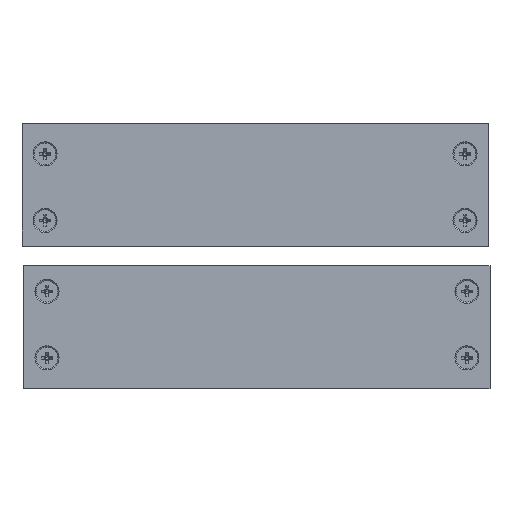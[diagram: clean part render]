
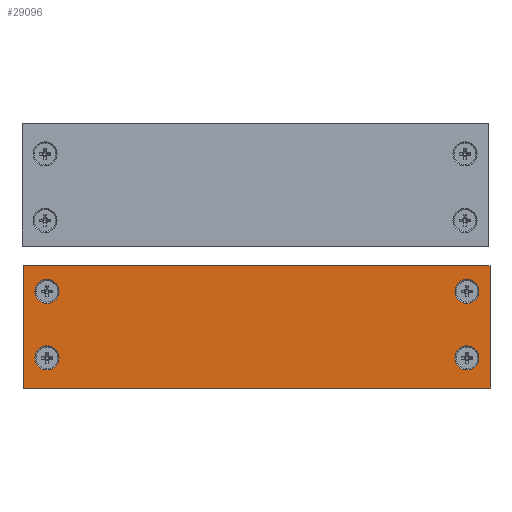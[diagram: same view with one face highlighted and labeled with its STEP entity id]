
A CAD part, top view. The second image highlights one B-rep face of the part: STEP entity #29096.
In plain terms, the highlighted planar face has unit normal (0, 0, 1).
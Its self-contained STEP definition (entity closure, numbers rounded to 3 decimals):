
#65 = LINE ( 'NONE', #4689, #4251 ) ;
#792 = CARTESIAN_POINT ( 'NONE',  ( 86.7, 12., 0. ) ) ;
#1072 = FACE_OUTER_BOUND ( 'NONE', #22110, .T. ) ;
#2073 = ORIENTED_EDGE ( 'NONE', *, *, #49686, .F. ) ;
#2314 = AXIS2_PLACEMENT_3D ( 'NONE', #13447, #4222, #33414 ) ;
#2819 = DIRECTION ( 'NONE',  ( 1., 0., 0. ) ) ;
#3091 = CARTESIAN_POINT ( 'NONE',  ( 91., 0., 0. ) ) ;
#3171 = AXIS2_PLACEMENT_3D ( 'NONE', #40022, #14921, #5918 ) ;
#3225 = EDGE_LOOP ( 'NONE', ( #38984, #2073 ) ) ;
#3713 = DIRECTION ( 'NONE',  ( 1., 0., 0. ) ) ;
#3916 = DIRECTION ( 'NONE',  ( 0., 0., 1. ) ) ;
#3948 = ORIENTED_EDGE ( 'NONE', *, *, #24254, .F. ) ;
#3949 = VERTEX_POINT ( 'NONE', #37121 ) ;
#4222 = DIRECTION ( 'NONE',  ( 0., 0., 1. ) ) ;
#4251 = VECTOR ( 'NONE', #41557, 1000. ) ;
#4689 = CARTESIAN_POINT ( 'NONE',  ( 91., 48., 0. ) ) ;
#5918 = DIRECTION ( 'NONE',  ( 1., 0., 0. ) ) ;
#7314 = DIRECTION ( 'NONE',  ( 1., 0., 0. ) ) ;
#8099 = EDGE_CURVE ( 'NONE', #47348, #46416, #24508, .T. ) ;
#8702 = CIRCLE ( 'NONE', #13044, 4.7 ) ;
#8948 = CIRCLE ( 'NONE', #36839, 4.7 ) ;
#9271 = DIRECTION ( 'NONE',  ( 0., 1., 0. ) ) ;
#9967 = VECTOR ( 'NONE', #34455, 1000. ) ;
#11958 = CIRCLE ( 'NONE', #23300, 4.7 ) ;
#13044 = AXIS2_PLACEMENT_3D ( 'NONE', #36213, #40296, #3713 ) ;
#13447 = CARTESIAN_POINT ( 'NONE',  ( -82., 12., 0. ) ) ;
#14803 = VERTEX_POINT ( 'NONE', #34050 ) ;
#14921 = DIRECTION ( 'NONE',  ( 0., 0., 1. ) ) ;
#17057 = EDGE_CURVE ( 'NONE', #39135, #51387, #47004, .T. ) ;
#17090 = CIRCLE ( 'NONE', #2314, 4.7 ) ;
#17483 = VERTEX_POINT ( 'NONE', #42597 ) ;
#17580 = CARTESIAN_POINT ( 'NONE',  ( 82., 12., 0. ) ) ;
#17793 = CARTESIAN_POINT ( 'NONE',  ( 91., 48., 0. ) ) ;
#17888 = ORIENTED_EDGE ( 'NONE', *, *, #31144, .F. ) ;
#18350 = CARTESIAN_POINT ( 'NONE',  ( 82., 38., 0. ) ) ;
#20552 = DIRECTION ( 'NONE',  ( 1., 0., 0. ) ) ;
#20759 = CIRCLE ( 'NONE', #50355, 4.7 ) ;
#21462 = CARTESIAN_POINT ( 'NONE',  ( 77.3, 12., 0. ) ) ;
#22110 = EDGE_LOOP ( 'NONE', ( #27737, #50665, #17888, #49240 ) ) ;
#23296 = ORIENTED_EDGE ( 'NONE', *, *, #26128, .F. ) ;
#23300 = AXIS2_PLACEMENT_3D ( 'NONE', #18350, #39341, #27062 ) ;
#23482 = CARTESIAN_POINT ( 'NONE',  ( -82., 38., 0. ) ) ;
#24088 = AXIS2_PLACEMENT_3D ( 'NONE', #40723, #28706, #2819 ) ;
#24254 = EDGE_CURVE ( 'NONE', #14803, #35352, #17090, .T. ) ;
#24469 = EDGE_CURVE ( 'NONE', #51673, #26402, #36313, .T. ) ;
#24508 = CIRCLE ( 'NONE', #27136, 4.7 ) ;
#24682 = ORIENTED_EDGE ( 'NONE', *, *, #47532, .F. ) ;
#25104 = FACE_BOUND ( 'NONE', #33164, .T. ) ;
#25221 = DIRECTION ( 'NONE',  ( 0., 0., 1. ) ) ;
#26128 = EDGE_CURVE ( 'NONE', #17483, #39103, #8948, .T. ) ;
#26402 = VERTEX_POINT ( 'NONE', #792 ) ;
#26704 = CARTESIAN_POINT ( 'NONE',  ( -91., 0., 0. ) ) ;
#27062 = DIRECTION ( 'NONE',  ( 1., 0., 0. ) ) ;
#27136 = AXIS2_PLACEMENT_3D ( 'NONE', #53836, #3916, #20552 ) ;
#27465 = VERTEX_POINT ( 'NONE', #29531 ) ;
#27737 = ORIENTED_EDGE ( 'NONE', *, *, #44346, .T. ) ;
#28532 = LINE ( 'NONE', #45166, #44582 ) ;
#28637 = VECTOR ( 'NONE', #42925, 1000. ) ;
#28706 = DIRECTION ( 'NONE',  ( 0., 0., 1. ) ) ;
#29096 = ADVANCED_FACE ( 'NONE', ( #25104, #49939, #30022, #29747, #1072 ), #45852, .F. ) ;
#29531 = CARTESIAN_POINT ( 'NONE',  ( -91., 48., 0. ) ) ;
#29747 = FACE_BOUND ( 'NONE', #3225, .T. ) ;
#30022 = FACE_BOUND ( 'NONE', #37857, .T. ) ;
#30366 = LINE ( 'NONE', #17793, #9967 ) ;
#31144 = EDGE_CURVE ( 'NONE', #3949, #39135, #30366, .T. ) ;
#32750 = DIRECTION ( 'NONE',  ( 1., 0., 0. ) ) ;
#32973 = CARTESIAN_POINT ( 'NONE',  ( 86.7, 38., 0. ) ) ;
#33113 = CARTESIAN_POINT ( 'NONE',  ( -77.3, 12., 0. ) ) ;
#33164 = EDGE_LOOP ( 'NONE', ( #24682, #23296 ) ) ;
#33414 = DIRECTION ( 'NONE',  ( 1., 0., 0. ) ) ;
#34050 = CARTESIAN_POINT ( 'NONE',  ( -86.7, 12., 0. ) ) ;
#34455 = DIRECTION ( 'NONE',  ( 0., -1., 0. ) ) ;
#34483 = CARTESIAN_POINT ( 'NONE',  ( 91., 0., 0. ) ) ;
#35352 = VERTEX_POINT ( 'NONE', #33113 ) ;
#36213 = CARTESIAN_POINT ( 'NONE',  ( -82., 12., 0. ) ) ;
#36313 = CIRCLE ( 'NONE', #24088, 4.7 ) ;
#36839 = AXIS2_PLACEMENT_3D ( 'NONE', #23482, #52943, #32750 ) ;
#37121 = CARTESIAN_POINT ( 'NONE',  ( 91., 48., 0. ) ) ;
#37444 = CARTESIAN_POINT ( 'NONE',  ( 77.3, 38., 0. ) ) ;
#37857 = EDGE_LOOP ( 'NONE', ( #40237, #47890 ) ) ;
#38984 = ORIENTED_EDGE ( 'NONE', *, *, #8099, .F. ) ;
#38994 = EDGE_LOOP ( 'NONE', ( #43059, #3948 ) ) ;
#39103 = VERTEX_POINT ( 'NONE', #51672 ) ;
#39135 = VERTEX_POINT ( 'NONE', #3091 ) ;
#39341 = DIRECTION ( 'NONE',  ( 0., 0., 1. ) ) ;
#39735 = CIRCLE ( 'NONE', #3171, 4.7 ) ;
#40022 = CARTESIAN_POINT ( 'NONE',  ( -82., 38., 0. ) ) ;
#40237 = ORIENTED_EDGE ( 'NONE', *, *, #50109, .F. ) ;
#40296 = DIRECTION ( 'NONE',  ( 0., 0., 1. ) ) ;
#40723 = CARTESIAN_POINT ( 'NONE',  ( 82., 12., 0. ) ) ;
#41557 = DIRECTION ( 'NONE',  ( -1., 0., 0. ) ) ;
#41778 = EDGE_CURVE ( 'NONE', #35352, #14803, #8702, .T. ) ;
#42597 = CARTESIAN_POINT ( 'NONE',  ( -86.7, 38., 0. ) ) ;
#42835 = DIRECTION ( 'NONE',  ( 0., 0., -1. ) ) ;
#42925 = DIRECTION ( 'NONE',  ( -1., 0., 0. ) ) ;
#43059 = ORIENTED_EDGE ( 'NONE', *, *, #41778, .F. ) ;
#44346 = EDGE_CURVE ( 'NONE', #27465, #51387, #28532, .T. ) ;
#44582 = VECTOR ( 'NONE', #53606, 1000. ) ;
#45166 = CARTESIAN_POINT ( 'NONE',  ( -91., 48., 0. ) ) ;
#45852 = PLANE ( 'NONE',  #46116 ) ;
#46116 = AXIS2_PLACEMENT_3D ( 'NONE', #46643, #42835, #9271 ) ;
#46416 = VERTEX_POINT ( 'NONE', #37444 ) ;
#46643 = CARTESIAN_POINT ( 'NONE',  ( 91., 48., 0. ) ) ;
#47004 = LINE ( 'NONE', #34483, #28637 ) ;
#47348 = VERTEX_POINT ( 'NONE', #32973 ) ;
#47532 = EDGE_CURVE ( 'NONE', #39103, #17483, #39735, .T. ) ;
#47890 = ORIENTED_EDGE ( 'NONE', *, *, #24469, .F. ) ;
#49240 = ORIENTED_EDGE ( 'NONE', *, *, #50564, .T. ) ;
#49686 = EDGE_CURVE ( 'NONE', #46416, #47348, #11958, .T. ) ;
#49939 = FACE_BOUND ( 'NONE', #38994, .T. ) ;
#50109 = EDGE_CURVE ( 'NONE', #26402, #51673, #20759, .T. ) ;
#50355 = AXIS2_PLACEMENT_3D ( 'NONE', #17580, #25221, #7314 ) ;
#50564 = EDGE_CURVE ( 'NONE', #3949, #27465, #65, .T. ) ;
#50665 = ORIENTED_EDGE ( 'NONE', *, *, #17057, .F. ) ;
#51387 = VERTEX_POINT ( 'NONE', #26704 ) ;
#51672 = CARTESIAN_POINT ( 'NONE',  ( -77.3, 38., 0. ) ) ;
#51673 = VERTEX_POINT ( 'NONE', #21462 ) ;
#52943 = DIRECTION ( 'NONE',  ( 0., 0., 1. ) ) ;
#53606 = DIRECTION ( 'NONE',  ( 0., -1., 0. ) ) ;
#53836 = CARTESIAN_POINT ( 'NONE',  ( 82., 38., 0. ) ) ;
